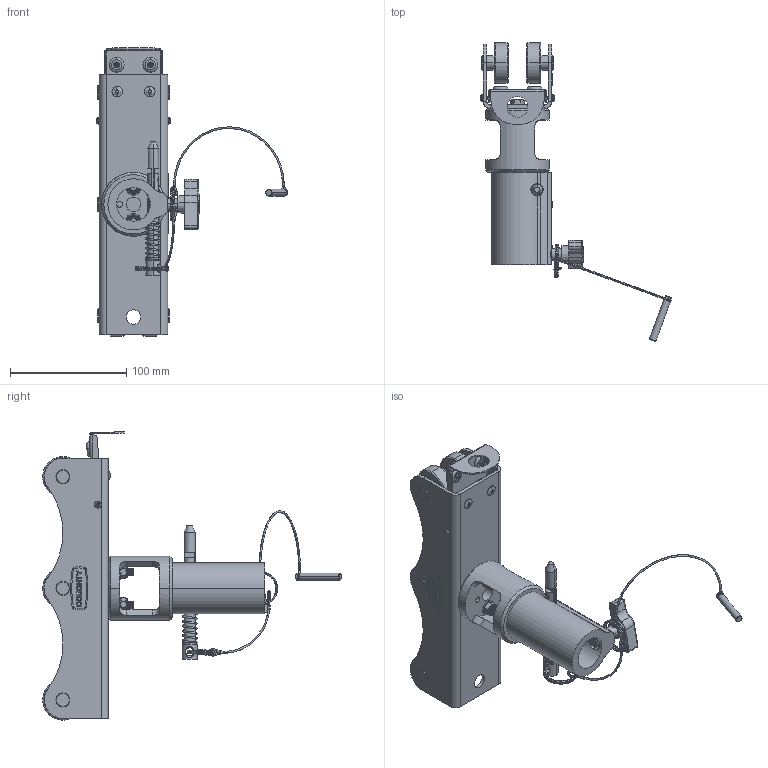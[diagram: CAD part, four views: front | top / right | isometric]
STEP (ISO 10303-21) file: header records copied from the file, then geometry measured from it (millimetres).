
FILE_DESCRIPTION (( 'STEP AP203' ), '1' );
FILE_NAME ('T85205.STEP', '2018-09-24T13:59:30', ( '' ), ( '' ), 'SwSTEP 2.0', 'SolidWorks 2016', '' );
FILE_SCHEMA (( 'CONFIG_CONTROL_DESIGN' ));
Length unit declared in the file: millimetre
Products named in the file (36): B0004; F629; S3018; S1181-1_TH629-1 M10 Sword Body; S1181-3_TH631-1 32MM LG; SW3dPS-nyloc nut, st stl a2 iso_M6 NYLOC; TH1280_Down; T84300; ST40900 (T84300); TH4000; Hex Screw GradeC_Doughty Fastners_ISO 4018 - M6 x 25-WS; TH1684; B Washer_Bright washer BS 4320 - M6 (Form B); Single Coil Rectangular Section Spring Washer_Doughty Fastners_Rectangular section spring washer BS 4464 - 3 (Type B); F2038; T85205; S2663; S3287; F3010; TH1283; S3297; TH1281; TH1916; Socket Button Head Screw_Doughty Fastners_ISO 7380 - M3 x 16 --- 16S; TH2489; S2605; TH4001; TH2488; S1181; S1181-2; T85205_LABEL; TH1282; Doughty Knob_S0168; S3286; S1181-4; S3025
Assembly tree (61 placements, depth 4):
  T85205
    TH2489
      TH2488
      TH1916  x6
      S3018  x6
      S3025  x6
    TH4000
      TH4001
      F3010  x2
      S3286  x2
      S3287  x2
    F2038  x2
    S3297  x2
    Socket Button Head Screw_Doughty Fastners_ISO 7380 - M3 x 16 --- 16S  x2
    T84300
      TH1280_Down
        TH1281
        TH1282
        F629
      Doughty Knob_S0168
      S1181
        S1181-1_TH629-1 M10 Sword Body
        S1181-4
        S1181-2
        S1181-3_TH631-1 32MM LG
      S2605
      TH1684
        ST40900 (T84300)
        TH1283
      S2663  x2
    B Washer_Bright washer BS 4320 - M6 (Form B)  x2
    Hex Screw GradeC_Doughty Fastners_ISO 4018 - M6 x 25-WS  x2
    SW3dPS-nyloc nut, st stl a2 iso_M6 NYLOC  x2
    T85205_LABEL
    B0004
    Single Coil Rectangular Section Spring Washer_Doughty Fastners_Rectangular section spring washer BS 4464 - 3 (Type B)  x2
Bounding box: 164.54 x 256.73 x 247.98 mm (x, y, z)
Volume: 312553.2 mm3; surface area: 169117.5 mm2
Topology: 58 solids, 58 shells, 2364 faces, 5902 edges, 3768 vertices
Faces by surface type: plane 822, cylinder 636, cone 522, bspline 256, torus 124, sphere 4
Entity records: 76250 total; most frequent: CARTESIAN_POINT 30733, ORIENTED_EDGE 8712, DIRECTION 8212, EDGE_CURVE 4356, AXIS2_PLACEMENT_3D 2890, VERTEX_POINT 2811, VECTOR 2432, LINE 2432
